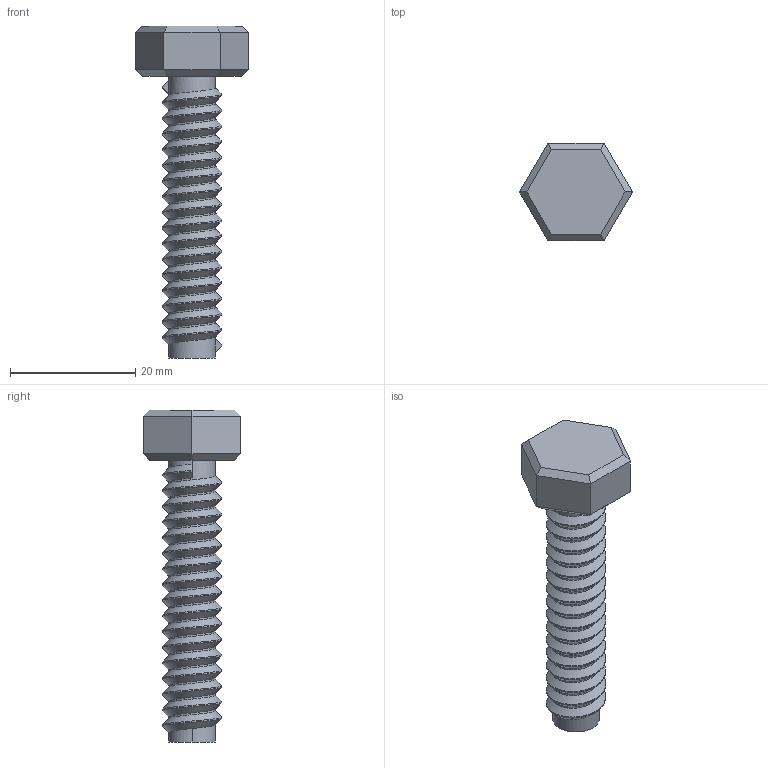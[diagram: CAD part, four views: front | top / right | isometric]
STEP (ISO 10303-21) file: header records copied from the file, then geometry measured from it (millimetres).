
FILE_DESCRIPTION (( 'STEP AP203' ), '1' );
FILE_NAME ('蹟裝.ST', '2024-09-25T03:04:53', ( '' ), ( '' ), 'SwSTEP 2.0', 'SolidWorks 2022', '' );
FILE_SCHEMA (( 'CONFIG_CONTROL_DESIGN' ));
Length unit declared in the file: millimetre
Products named in the file (1): 蹟裝____
Bounding box: 18 x 15.59 x 53 mm (x, y, z)
Volume: 4133.2 mm3; surface area: 2342.3 mm2
Topology: 1 solids, 1 shells, 61 faces, 158 edges, 100 vertices
Faces by surface type: cylinder 35, plane 23, bspline 3
Entity records: 4970 total; most frequent: CARTESIAN_POINT 3629, ORIENTED_EDGE 316, DIRECTION 208, EDGE_CURVE 158, VERTEX_POINT 100, LINE 82, VECTOR 82, AXIS2_PLACEMENT_3D 63
